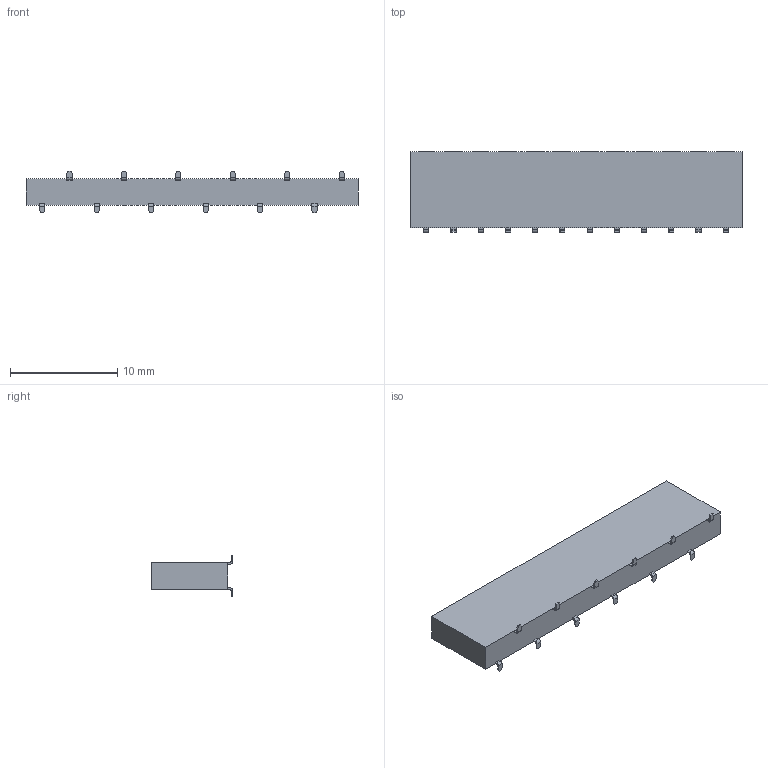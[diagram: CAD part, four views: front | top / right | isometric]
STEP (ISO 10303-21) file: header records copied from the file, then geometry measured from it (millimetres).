
FILE_DESCRIPTION (( 'STEP AP214' ), '1' );
FILE_NAME ('13344.STEP', '2015-08-26T21:42:40', ( '' ), ( '' ), 'SwSTEP 2.0', 'SolidWorks 2014', '' );
FILE_SCHEMA (( 'AUTOMOTIVE_DESIGN' ));
Length unit declared in the file: millimetre
Products named in the file (1): 13344
Bounding box: 30.98 x 7.53 x 3.86 mm (x, y, z)
Volume: 518.9 mm3; surface area: 760.8 mm2
Topology: 13 solids, 13 shells, 306 faces, 660 edges, 392 vertices
Faces by surface type: plane 282, cylinder 24
Entity records: 8122 total; most frequent: CARTESIAN_POINT 1359, DIRECTION 1322, ORIENTED_EDGE 1320, EDGE_CURVE 660, VECTOR 612, LINE 612, VERTEX_POINT 392, AXIS2_PLACEMENT_3D 355
